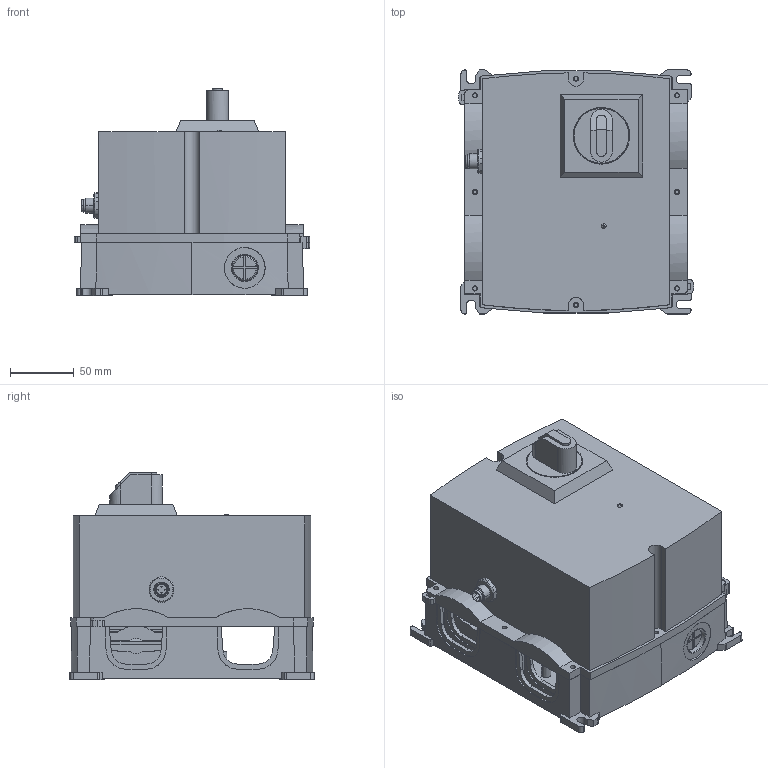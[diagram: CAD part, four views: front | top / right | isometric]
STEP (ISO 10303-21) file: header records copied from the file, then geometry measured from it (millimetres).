
FILE_DESCRIPTION(('CATIA V5R24 STEP','CAx-IF Rec.Pracs.--- Model Styling and Organization---1.2---2011-12-15'),'2;1');
FILE_NAME ('D1464096_0', '2016-11-17T12:05:16+00:00', ('Weidmueller Interface'), ('Weidmueller'), 'CATIA Version 5-6 Release 2014 SP4 HF52', 'CATIA V5 STEP AP214', 'none');
FILE_SCHEMA(('AUTOMOTIVE_DESIGN { 1 0 10303 214 1 1 1 1 }'));
Length unit declared in the file: millimetre
Products named in the file (1): Weidmueller_Part
Bounding box: 185 x 192 x 163.5 mm (x, y, z)
Volume: 931058.5 mm3; surface area: 355646 mm2
Topology: 1 solids, 6 shells, 1181 faces, 3258 edges, 2145 vertices
Faces by surface type: plane 740, cylinder 354, cone 81, torus 6
Entity records: 38043 total; most frequent: CARTESIAN_POINT 8190, ORIENTED_EDGE 6508, DIRECTION 4862, EDGE_CURVE 3254, VECTOR 2306, LINE 2306, VERTEX_POINT 2145, AXIS2_PLACEMENT_3D 1674
